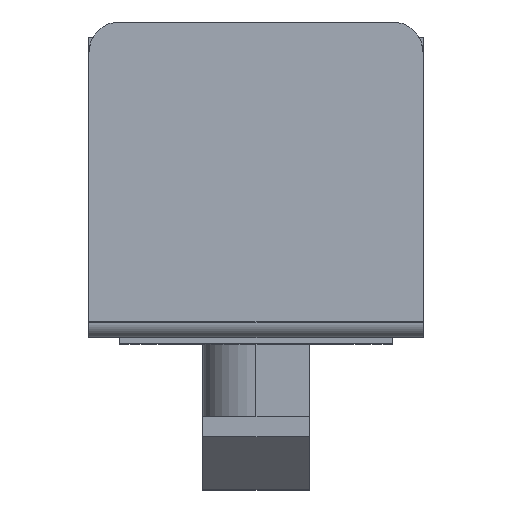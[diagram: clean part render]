
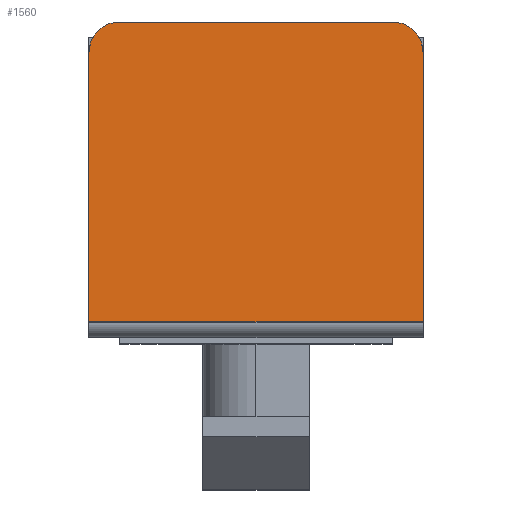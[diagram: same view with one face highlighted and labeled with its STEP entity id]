
A CAD part, top view. The second image highlights one B-rep face of the part: STEP entity #1560.
In plain terms, the highlighted planar face has unit normal (0, 0.028, 1).
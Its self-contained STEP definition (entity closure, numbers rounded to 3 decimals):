
#18 = DIRECTION ( 'NONE',  ( 0., -1., 0.028 ) ) ;
#35 = LINE ( 'NONE', #1052, #862 ) ;
#40 = VERTEX_POINT ( 'NONE', #750 ) ;
#57 = VERTEX_POINT ( 'NONE', #1236 ) ;
#98 = DIRECTION ( 'NONE',  ( -1., 0., 0. ) ) ;
#134 = ORIENTED_EDGE ( 'NONE', *, *, #1854, .T. ) ;
#157 = LINE ( 'NONE', #1402, #1178 ) ;
#159 = EDGE_CURVE ( 'NONE', #40, #564, #1147, .T. ) ;
#182 = EDGE_CURVE ( 'NONE', #1932, #57, #645, .T. ) ;
#278 = CARTESIAN_POINT ( 'NONE',  ( 0., 9.034, 25.699 ) ) ;
#279 = EDGE_LOOP ( 'NONE', ( #1279, #1603, #134, #1374, #736, #311 ) ) ;
#311 = ORIENTED_EDGE ( 'NONE', *, *, #1739, .T. ) ;
#367 = AXIS2_PLACEMENT_3D ( 'NONE', #776, #957, #937 ) ;
#466 = VERTEX_POINT ( 'NONE', #1233 ) ;
#564 = VERTEX_POINT ( 'NONE', #2040 ) ;
#605 = CARTESIAN_POINT ( 'NONE',  ( -9., 7.035, 25.756 ) ) ;
#606 = DIRECTION ( 'NONE',  ( 0., 1., -0.028 ) ) ;
#629 = LINE ( 'NONE', #278, #1552 ) ;
#645 = CIRCLE ( 'NONE', #2013, 2. ) ;
#650 = CARTESIAN_POINT ( 'NONE',  ( 0., 9.034, 25.699 ) ) ;
#662 = CARTESIAN_POINT ( 'NONE',  ( 11., -10.723, 26.258 ) ) ;
#736 = ORIENTED_EDGE ( 'NONE', *, *, #159, .T. ) ;
#750 = CARTESIAN_POINT ( 'NONE',  ( 11., 7.035, 25.756 ) ) ;
#776 = CARTESIAN_POINT ( 'NONE',  ( 9., 7.035, 25.756 ) ) ;
#798 = EDGE_CURVE ( 'NONE', #57, #466, #1663, .T. ) ;
#828 = DIRECTION ( 'NONE',  ( 0., 0.028, 1. ) ) ;
#862 = VECTOR ( 'NONE', #1699, 1000. ) ;
#881 = PLANE ( 'NONE',  #1412 ) ;
#912 = CARTESIAN_POINT ( 'NONE',  ( -9., 9.034, 25.699 ) ) ;
#937 = DIRECTION ( 'NONE',  ( 0., -1., 0.028 ) ) ;
#954 = FACE_OUTER_BOUND ( 'NONE', #279, .T. ) ;
#957 = DIRECTION ( 'NONE',  ( 0., 0.028, 1. ) ) ;
#1049 = DIRECTION ( 'NONE',  ( 0., -1., 0.028 ) ) ;
#1052 = CARTESIAN_POINT ( 'NONE',  ( 0., -10.723, 26.258 ) ) ;
#1097 = DIRECTION ( 'NONE',  ( 0., 0.028, 1. ) ) ;
#1147 = CIRCLE ( 'NONE', #367, 2. ) ;
#1178 = VECTOR ( 'NONE', #606, 1000. ) ;
#1233 = CARTESIAN_POINT ( 'NONE',  ( -11., -10.723, 26.258 ) ) ;
#1236 = CARTESIAN_POINT ( 'NONE',  ( -11., 7.035, 25.756 ) ) ;
#1258 = DIRECTION ( 'NONE',  ( 0., 1., -0.028 ) ) ;
#1279 = ORIENTED_EDGE ( 'NONE', *, *, #182, .T. ) ;
#1374 = ORIENTED_EDGE ( 'NONE', *, *, #1647, .T. ) ;
#1402 = CARTESIAN_POINT ( 'NONE',  ( 11., 9.034, 25.699 ) ) ;
#1412 = AXIS2_PLACEMENT_3D ( 'NONE', #650, #828, #18 ) ;
#1552 = VECTOR ( 'NONE', #98, 1000. ) ;
#1560 = ADVANCED_FACE ( 'NONE', ( #954 ), #881, .T. ) ;
#1603 = ORIENTED_EDGE ( 'NONE', *, *, #798, .T. ) ;
#1647 = EDGE_CURVE ( 'NONE', #1754, #40, #157, .T. ) ;
#1663 = LINE ( 'NONE', #1994, #1688 ) ;
#1688 = VECTOR ( 'NONE', #1049, 1000. ) ;
#1699 = DIRECTION ( 'NONE',  ( 1., 0., 0. ) ) ;
#1739 = EDGE_CURVE ( 'NONE', #564, #1932, #629, .T. ) ;
#1754 = VERTEX_POINT ( 'NONE', #662 ) ;
#1854 = EDGE_CURVE ( 'NONE', #466, #1754, #35, .T. ) ;
#1932 = VERTEX_POINT ( 'NONE', #912 ) ;
#1994 = CARTESIAN_POINT ( 'NONE',  ( -11., 9.034, 25.699 ) ) ;
#2013 = AXIS2_PLACEMENT_3D ( 'NONE', #605, #1097, #1258 ) ;
#2040 = CARTESIAN_POINT ( 'NONE',  ( 9., 9.034, 25.699 ) ) ;
